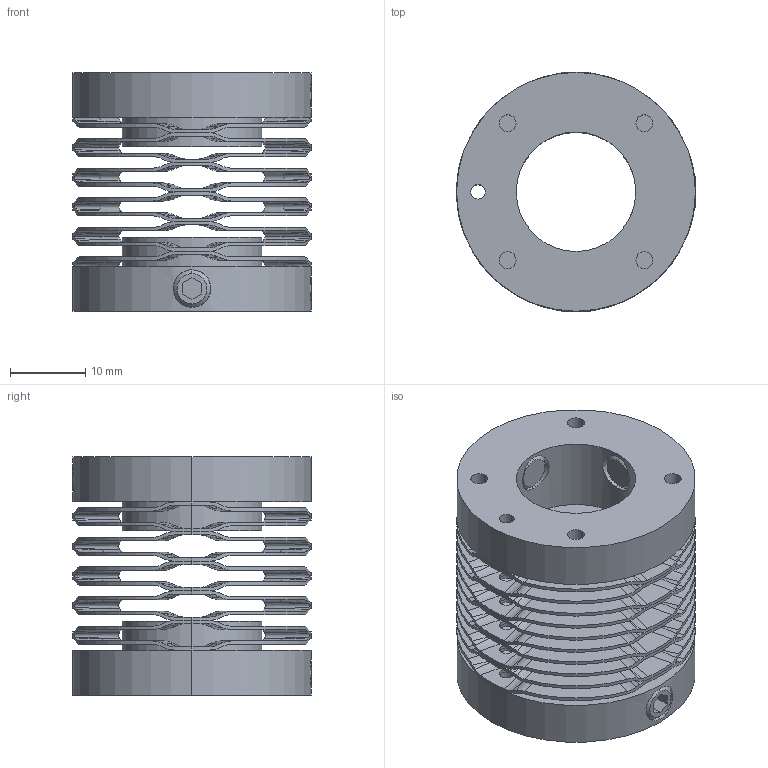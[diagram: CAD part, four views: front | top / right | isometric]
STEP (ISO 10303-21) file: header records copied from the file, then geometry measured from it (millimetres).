
FILE_DESCRIPTION (( 'STEP AP203' ), '1' );
FILE_NAME ('DC-SBS32-1010.STEP', '2021-03-08T14:29:40', ( '' ), ( '' ), 'SwSTEP 2.0', 'SolidWorks 2019', '' );
FILE_SCHEMA (( 'CONFIG_CONTROL_DESIGN' ));
Length unit declared in the file: inch
Products named in the file (1): DC-SBS32-1010
Bounding box: 31.75 x 31.75 x 31.67 mm (x, y, z)
Volume: 9527.9 mm3; surface area: 16863.9 mm2
Topology: 16 solids, 16 shells, 1196 faces, 2890 edges, 1708 vertices
Faces by surface type: bspline 800, plane 202, cylinder 178, cone 16
Entity records: 50007 total; most frequent: CARTESIAN_POINT 28175, ORIENTED_EDGE 5780, EDGE_CURVE 2890, DIRECTION 2576, B_SPLINE_CURVE_WITH_KNOTS 1744, VERTEX_POINT 1708, EDGE_LOOP 1250, FACE_OUTER_BOUND 1196
